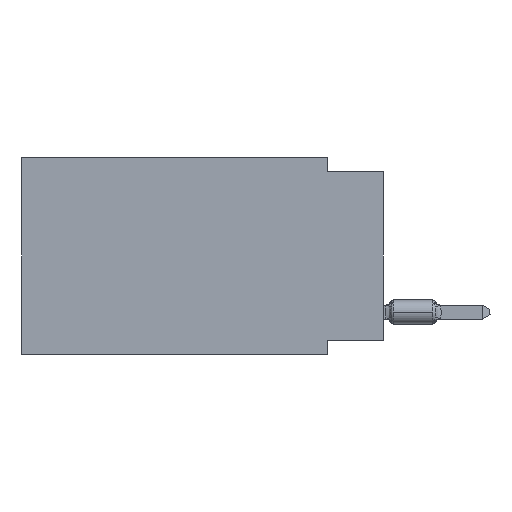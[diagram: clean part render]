
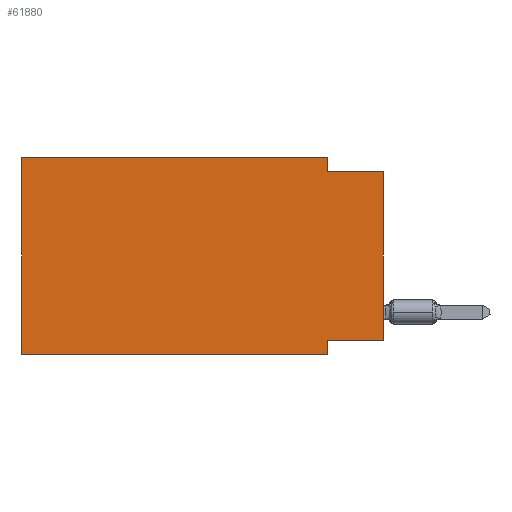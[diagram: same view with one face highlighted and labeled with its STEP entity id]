
A CAD part, left-side view. The second image highlights one B-rep face of the part: STEP entity #61880.
In plain terms, the highlighted planar face has unit normal (-1, 0, 0).
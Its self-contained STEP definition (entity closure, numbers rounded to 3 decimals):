
#1202 = CARTESIAN_POINT ( 'NONE',  ( 0., 0., -0.635 ) ) ;
#6478 = EDGE_CURVE ( 'NONE', #25943, #21612, #71066, .T. ) ;
#6791 = VECTOR ( 'NONE', #47651, 1000. ) ;
#7748 = DIRECTION ( 'NONE',  ( 0., 0., -1. ) ) ;
#9729 = CARTESIAN_POINT ( 'NONE',  ( 0., 2.54, -0.635 ) ) ;
#10484 = CARTESIAN_POINT ( 'NONE',  ( 0., 0., -8.255 ) ) ;
#10977 = LINE ( 'NONE', #78399, #74988 ) ;
#12000 = CARTESIAN_POINT ( 'NONE',  ( 0., 16.383, 0. ) ) ;
#13590 = EDGE_CURVE ( 'NONE', #55255, #17787, #26276, .T. ) ;
#13661 = CARTESIAN_POINT ( 'NONE',  ( 0., 2.54, 0. ) ) ;
#15230 = VECTOR ( 'NONE', #65980, 1000. ) ;
#17783 = EDGE_CURVE ( 'NONE', #28139, #17787, #25087, .T. ) ;
#17787 = VERTEX_POINT ( 'NONE', #1202 ) ;
#18333 = DIRECTION ( 'NONE',  ( 0., 0., -1. ) ) ;
#18831 = CARTESIAN_POINT ( 'NONE',  ( 0., 2.54, -8.255 ) ) ;
#19184 = ORIENTED_EDGE ( 'NONE', *, *, #59210, .F. ) ;
#21612 = VERTEX_POINT ( 'NONE', #46580 ) ;
#22942 = ORIENTED_EDGE ( 'NONE', *, *, #6478, .F. ) ;
#23942 = DIRECTION ( 'NONE',  ( 1., 0., 0. ) ) ;
#25087 = LINE ( 'NONE', #30661, #15230 ) ;
#25107 = DIRECTION ( 'NONE',  ( 0., 0., 1. ) ) ;
#25943 = VERTEX_POINT ( 'NONE', #43243 ) ;
#26276 = LINE ( 'NONE', #44507, #42053 ) ;
#27316 = EDGE_CURVE ( 'NONE', #21612, #63430, #78116, .T. ) ;
#28139 = VERTEX_POINT ( 'NONE', #9729 ) ;
#28603 = DIRECTION ( 'NONE',  ( 0., 0., 1. ) ) ;
#28994 = CARTESIAN_POINT ( 'NONE',  ( 0., 16.383, 0. ) ) ;
#30661 = CARTESIAN_POINT ( 'NONE',  ( 0., 0., -0.635 ) ) ;
#32355 = ORIENTED_EDGE ( 'NONE', *, *, #55802, .T. ) ;
#35180 = DIRECTION ( 'NONE',  ( 0., 1., 0. ) ) ;
#37593 = LINE ( 'NONE', #59562, #6791 ) ;
#37683 = ORIENTED_EDGE ( 'NONE', *, *, #52891, .F. ) ;
#38801 = VECTOR ( 'NONE', #7748, 1000. ) ;
#41867 = ORIENTED_EDGE ( 'NONE', *, *, #13590, .T. ) ;
#42053 = VECTOR ( 'NONE', #25107, 1000. ) ;
#43243 = CARTESIAN_POINT ( 'NONE',  ( 0., 16.383, -8.89 ) ) ;
#44071 = ORIENTED_EDGE ( 'NONE', *, *, #64417, .F. ) ;
#44507 = CARTESIAN_POINT ( 'NONE',  ( 0., 0., 0. ) ) ;
#46533 = DIRECTION ( 'NONE',  ( 0., 0., -1. ) ) ;
#46580 = CARTESIAN_POINT ( 'NONE',  ( 0., 16.383, 0. ) ) ;
#47651 = DIRECTION ( 'NONE',  ( 0., -1., 0. ) ) ;
#47681 = CARTESIAN_POINT ( 'NONE',  ( 0., 2.54, 0. ) ) ;
#48498 = FACE_OUTER_BOUND ( 'NONE', #54826, .T. ) ;
#49113 = DIRECTION ( 'NONE',  ( 0., -1., 0. ) ) ;
#50526 = CARTESIAN_POINT ( 'NONE',  ( 0., 2.54, -8.89 ) ) ;
#51811 = VERTEX_POINT ( 'NONE', #18831 ) ;
#52151 = VECTOR ( 'NONE', #28603, 1000. ) ;
#52477 = AXIS2_PLACEMENT_3D ( 'NONE', #12000, #23942, #18333 ) ;
#52891 = EDGE_CURVE ( 'NONE', #55255, #51811, #10977, .T. ) ;
#54826 = EDGE_LOOP ( 'NONE', ( #41867, #73947, #19184, #69047, #22942, #32355, #44071, #37683 ) ) ;
#55207 = VECTOR ( 'NONE', #49113, 1000. ) ;
#55255 = VERTEX_POINT ( 'NONE', #10484 ) ;
#55802 = EDGE_CURVE ( 'NONE', #25943, #78317, #37593, .T. ) ;
#59210 = EDGE_CURVE ( 'NONE', #63430, #28139, #70350, .T. ) ;
#59562 = CARTESIAN_POINT ( 'NONE',  ( 0., 16.383, -8.89 ) ) ;
#60547 = CARTESIAN_POINT ( 'NONE',  ( 0., 2.54, -8.89 ) ) ;
#61880 = ADVANCED_FACE ( 'NONE', ( #48498 ), #77886, .F. ) ;
#62085 = LINE ( 'NONE', #60547, #38801 ) ;
#63430 = VERTEX_POINT ( 'NONE', #13661 ) ;
#64417 = EDGE_CURVE ( 'NONE', #51811, #78317, #62085, .T. ) ;
#65980 = DIRECTION ( 'NONE',  ( 0., -1., 0. ) ) ;
#66984 = CARTESIAN_POINT ( 'NONE',  ( 0., 16.383, 0. ) ) ;
#69047 = ORIENTED_EDGE ( 'NONE', *, *, #27316, .F. ) ;
#70350 = LINE ( 'NONE', #47681, #76122 ) ;
#71066 = LINE ( 'NONE', #28994, #52151 ) ;
#73947 = ORIENTED_EDGE ( 'NONE', *, *, #17783, .F. ) ;
#74988 = VECTOR ( 'NONE', #35180, 1000. ) ;
#76122 = VECTOR ( 'NONE', #46533, 1000. ) ;
#77886 = PLANE ( 'NONE',  #52477 ) ;
#78116 = LINE ( 'NONE', #66984, #55207 ) ;
#78317 = VERTEX_POINT ( 'NONE', #50526 ) ;
#78399 = CARTESIAN_POINT ( 'NONE',  ( 0., 0., -8.255 ) ) ;
